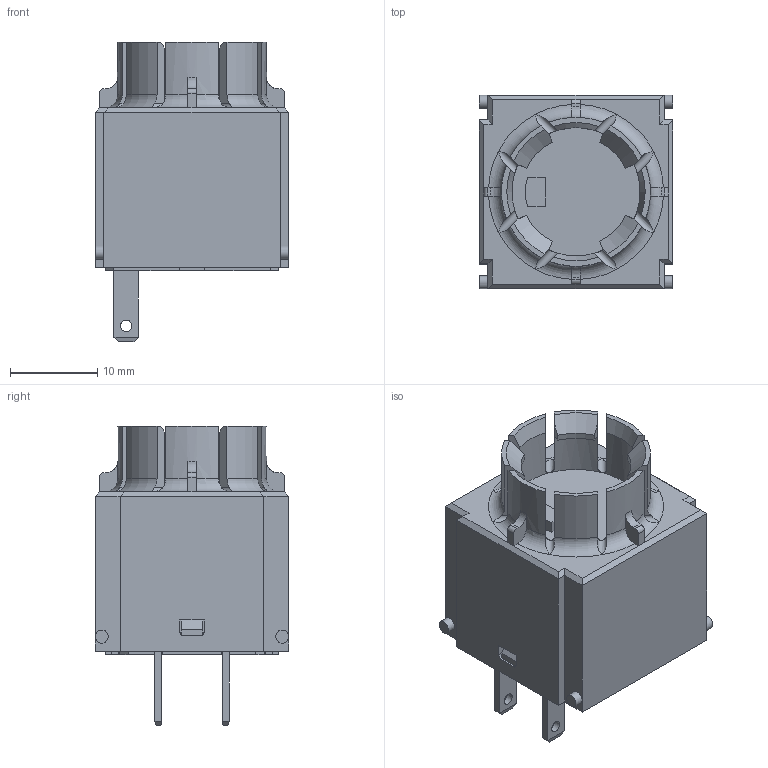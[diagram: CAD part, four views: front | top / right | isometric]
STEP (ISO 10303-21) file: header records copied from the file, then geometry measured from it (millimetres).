
FILE_DESCRIPTION(/* description */ (''),/* implementation_level */ '2;1');
FILE_NAME(/* name */ 'BZI_ipt.stp',/* time_stamp */ '2015-06-26T11:03:49+02:00',/* author */ ('thagel'),/* organization */ (''),/* preprocessor_version */ 'ST-DEVELOPER v15.2',/* originating_system */ 'Autodesk Inventor 2014',/* authorisation */ '');
FILE_SCHEMA (('AUTOMOTIVE_DESIGN { 1 0 10303 214 3 1 1 }'));
Length unit declared in the file: centimetre
Products named in the file (1): 3D-Zeichnungen vereinfacht für Kunden
Bounding box: 22.2 x 22.2 x 34.31 mm (x, y, z)
Volume: 9213.7 mm3; surface area: 4450.5 mm2
Topology: 1 solids, 5 shells, 717 faces, 2027 edges, 1332 vertices
Faces by surface type: plane 426, bspline 216, cylinder 47, torus 20, cone 8
Full cylindrical faces by diameter (mm): 1.3 x2, 1.5 x4
Entity records: 25214 total; most frequent: CARTESIAN_POINT 7515, ORIENTED_EDGE 4034, DIRECTION 2611, EDGE_CURVE 2017, LINE 1371, VECTOR 1371, VERTEX_POINT 1328, EDGE_LOOP 763
